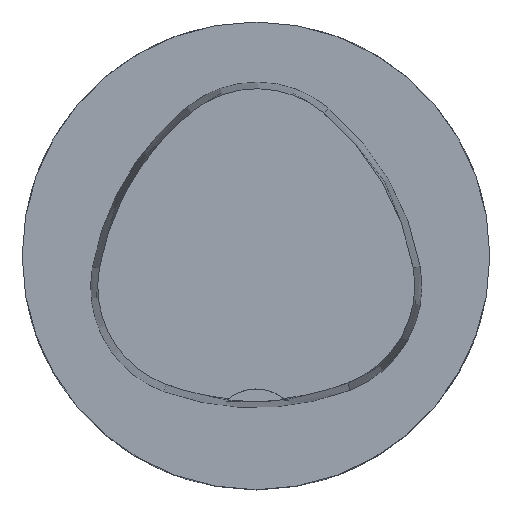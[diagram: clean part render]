
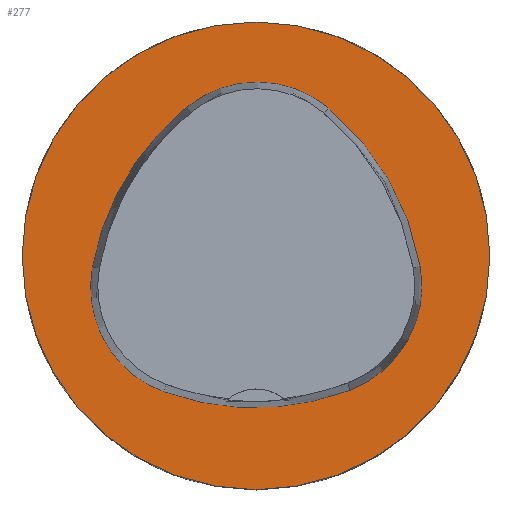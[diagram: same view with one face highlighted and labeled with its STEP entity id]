
A CAD part, top view. The second image highlights one B-rep face of the part: STEP entity #277.
In plain terms, the highlighted planar face has unit normal (0, 0, 1).
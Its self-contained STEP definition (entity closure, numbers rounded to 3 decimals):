
#277=ADVANCED_FACE('',(#691,#692),#351,.T.);
#351=PLANE('',#1889);
#691=FACE_BOUND('',#743,.T.);
#692=FACE_BOUND('',#744,.T.);
#743=EDGE_LOOP('',(#1010,#1011,#1012,#1013,#1014,#1015));
#744=EDGE_LOOP('',(#1016));
#1010=ORIENTED_EDGE('',*,*,#1572,.T.);
#1011=ORIENTED_EDGE('',*,*,#1552,.T.);
#1012=ORIENTED_EDGE('',*,*,#1556,.T.);
#1013=ORIENTED_EDGE('',*,*,#1559,.T.);
#1014=ORIENTED_EDGE('',*,*,#1562,.T.);
#1015=ORIENTED_EDGE('',*,*,#1570,.T.);
#1016=ORIENTED_EDGE('',*,*,#1543,.F.);
#1361=VERTEX_POINT('',#2820);
#1370=VERTEX_POINT('',#2839);
#1371=VERTEX_POINT('',#2840);
#1374=VERTEX_POINT('',#2848);
#1376=VERTEX_POINT('',#2854);
#1378=VERTEX_POINT('',#2860);
#1385=VERTEX_POINT('',#2881);
#1543=EDGE_CURVE('',#1361,#1361,#1692,.T.);
#1552=EDGE_CURVE('',#1370,#1371,#1693,.T.);
#1556=EDGE_CURVE('',#1371,#1374,#1695,.T.);
#1559=EDGE_CURVE('',#1374,#1376,#1697,.T.);
#1562=EDGE_CURVE('',#1376,#1378,#1699,.T.);
#1570=EDGE_CURVE('',#1378,#1385,#1703,.T.);
#1572=EDGE_CURVE('',#1385,#1370,#1705,.T.);
#1692=CIRCLE('',#1861,31.5);
#1693=CIRCLE('',#1867,36.);
#1695=CIRCLE('',#1870,15.);
#1697=CIRCLE('',#1873,36.);
#1699=CIRCLE('',#1876,15.);
#1703=CIRCLE('',#1881,36.);
#1705=CIRCLE('',#1884,15.);
#1861=AXIS2_PLACEMENT_3D('',#2819,#2178,#2179);
#1867=AXIS2_PLACEMENT_3D('',#2838,#2194,#2195);
#1870=AXIS2_PLACEMENT_3D('',#2847,#2202,#2203);
#1873=AXIS2_PLACEMENT_3D('',#2853,#2209,#2210);
#1876=AXIS2_PLACEMENT_3D('',#2859,#2216,#2217);
#1881=AXIS2_PLACEMENT_3D('',#2882,#2228,#2229);
#1884=AXIS2_PLACEMENT_3D('',#2885,#2234,#2235);
#1889=AXIS2_PLACEMENT_3D('',#2890,#2244,#2245);
#2178=DIRECTION('',(0.,0.,-1.));
#2179=DIRECTION('',(-1.,0.,0.));
#2194=DIRECTION('',(0.,0.,-1.));
#2195=DIRECTION('',(-1.,0.,0.));
#2202=DIRECTION('',(0.,0.,-1.));
#2203=DIRECTION('',(-1.,0.,0.));
#2209=DIRECTION('',(0.,0.,-1.));
#2210=DIRECTION('',(-1.,0.,0.));
#2216=DIRECTION('',(0.,0.,-1.));
#2217=DIRECTION('',(-1.,0.,0.));
#2228=DIRECTION('',(0.,0.,-1.));
#2229=DIRECTION('',(-1.,0.,0.));
#2234=DIRECTION('',(0.,0.,-1.));
#2235=DIRECTION('',(-1.,0.,0.));
#2244=DIRECTION('',(0.,0.,1.));
#2245=DIRECTION('',(1.,0.,0.));
#2819=CARTESIAN_POINT('',(0.,0.,0.));
#2820=CARTESIAN_POINT('',(-31.5,0.,0.));
#2838=CARTESIAN_POINT('',(13.398,-7.893,0.));
#2839=CARTESIAN_POINT('',(-22.041,-1.562,0.));
#2840=CARTESIAN_POINT('',(-9.317,20.036,0.));
#2847=CARTESIAN_POINT('',(0.148,8.399,0.));
#2848=CARTESIAN_POINT('',(9.779,19.898,0.));
#2853=CARTESIAN_POINT('',(-13.337,-7.7,0.));
#2854=CARTESIAN_POINT('',(22.122,-1.48,0.));
#2859=CARTESIAN_POINT('',(7.347,-4.071,0.));
#2860=CARTESIAN_POINT('',(12.693,-18.087,0.));
#2881=CARTESIAN_POINT('',(-12.373,-18.307,0.));
#2882=CARTESIAN_POINT('',(-0.137,15.55,0.));
#2885=CARTESIAN_POINT('',(-7.275,-4.2,0.));
#2890=CARTESIAN_POINT('',(0.,0.,0.));
